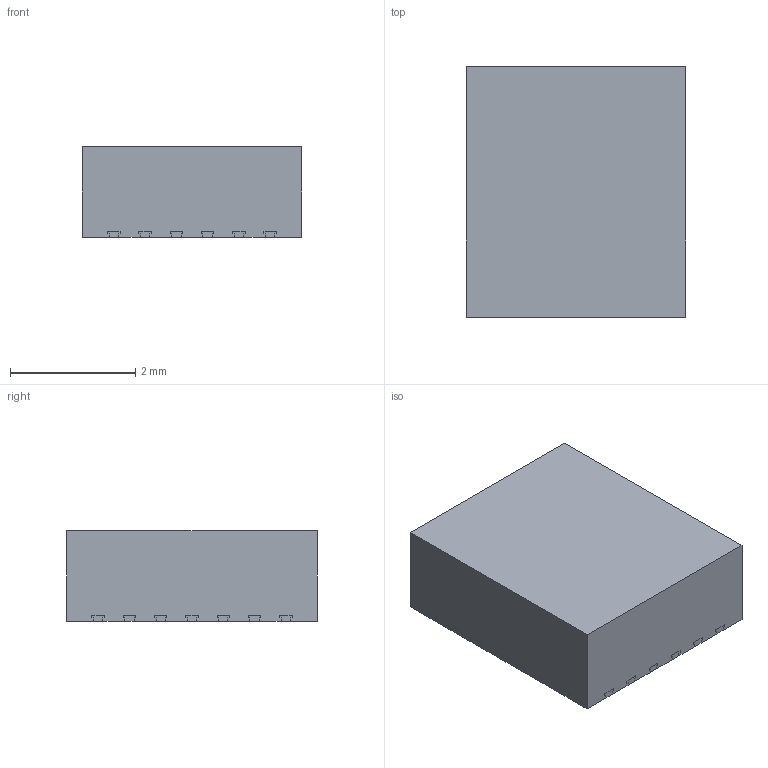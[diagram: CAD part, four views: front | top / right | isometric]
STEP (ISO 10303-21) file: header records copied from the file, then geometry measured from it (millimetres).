
FILE_DESCRIPTION((''),'2;1');
FILE_NAME('RDJ0023A_ASM','2020-11-17T14:44:46',('a0412086'),(''),'CREO PARAMETRIC BY PTC INC, 2018500','CREO PARAMETRIC BY PTC INC, 2018500','');
FILE_SCHEMA(('CONFIG_CONTROL_DESIGN','SHAPE_APPEARANCE_LAYERS_GROUPS'));
Length unit declared in the file: millimetre
Products named in the file (3): FRAME; MOLD; RDJ0023A_ASM
Assembly tree (2 placements, depth 2):
  RDJ0023A_ASM
    FRAME
    MOLD
Bounding box: 3.5 x 4 x 1.45 mm (x, y, z)
Volume: 20.3 mm3; surface area: 66.5 mm2
Topology: 24 solids, 24 shells, 977 faces, 2680 edges, 1752 vertices
Faces by surface type: plane 723, cylinder 254
Entity records: 39165 total; most frequent: CARTESIAN_POINT 5414, ORIENTED_EDGE 5360, DIRECTION 5152, PRESENTATION_STYLE_ASSIGNMENT 2730, STYLED_ITEM 2704, CURVE_STYLE 2680, EDGE_CURVE 2680, VECTOR 2172
